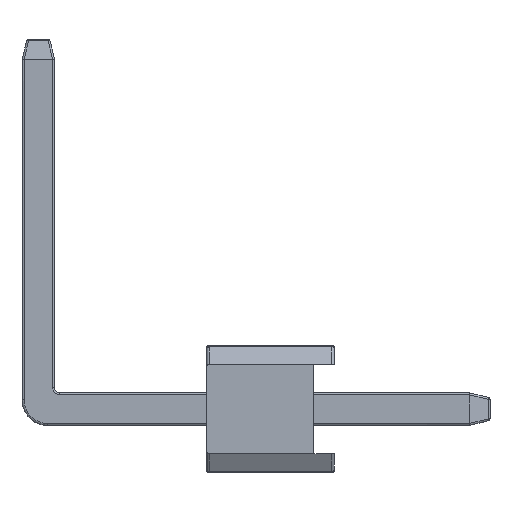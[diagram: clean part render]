
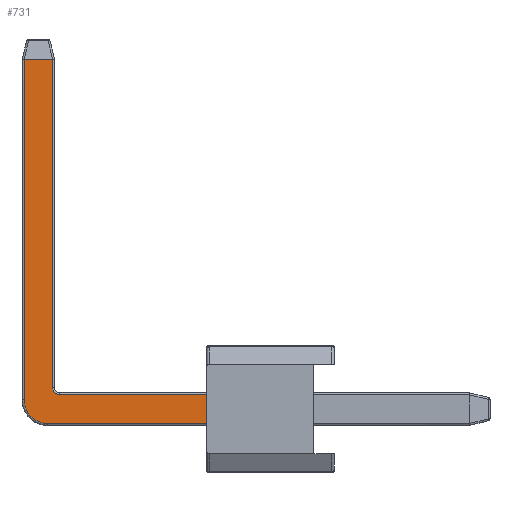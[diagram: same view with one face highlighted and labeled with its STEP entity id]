
A CAD part, left-side view. The second image highlights one B-rep face of the part: STEP entity #731.
In plain terms, the highlighted planar face has unit normal (-1, 0, 0).
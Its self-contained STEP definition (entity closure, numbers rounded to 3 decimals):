
#217 = FACE_OUTER_BOUND ( 'NONE', #1197, .T. ) ;
#268 = CARTESIAN_POINT ( 'NONE',  ( -5.4, 0.031, 0.32 ) ) ;
#269 = DIRECTION ( 'NONE',  ( 0., 0., -1. ) ) ;
#404 = CARTESIAN_POINT ( 'NONE',  ( -5.4, 4.37, 0.18 ) ) ;
#731 = ADVANCED_FACE ( 'NONE', ( #217 ), #2487, .F. ) ;
#790 = VECTOR ( 'NONE', #5123, 1000. ) ;
#871 = DIRECTION ( 'NONE',  ( 1., 0., 0. ) ) ;
#912 = CARTESIAN_POINT ( 'NONE',  ( -5.4, 4.37, 0.18 ) ) ;
#917 = CARTESIAN_POINT ( 'NONE',  ( -5.4, 0.031, -0.28 ) ) ;
#961 = CARTESIAN_POINT ( 'NONE',  ( -5.4, 4.37, 0.28 ) ) ;
#1197 = EDGE_LOOP ( 'NONE', ( #7517, #5435, #9296, #6649, #8437, #4600, #6041, #9728 ) ) ;
#1206 = DIRECTION ( 'NONE',  ( 0., 0., -1. ) ) ;
#1281 = CIRCLE ( 'NONE', #6663, 0.46 ) ;
#1549 = VERTEX_POINT ( 'NONE', #9393 ) ;
#1585 = CARTESIAN_POINT ( 'NONE',  ( -5.4, 4.27, 0.18 ) ) ;
#1877 = VECTOR ( 'NONE', #5002, 1000. ) ;
#1953 = CARTESIAN_POINT ( 'NONE',  ( -5.4, 4.27, 0.42 ) ) ;
#2370 = CARTESIAN_POINT ( 'NONE',  ( -5.4, 4.37, -0.28 ) ) ;
#2472 = VECTOR ( 'NONE', #269, 1000. ) ;
#2487 = PLANE ( 'NONE',  #9755 ) ;
#2855 = LINE ( 'NONE', #961, #6781 ) ;
#3037 = VERTEX_POINT ( 'NONE', #4217 ) ;
#3069 = VERTEX_POINT ( 'NONE', #1953 ) ;
#3088 = CARTESIAN_POINT ( 'NONE',  ( -5.4, 4.13, 0.42 ) ) ;
#3276 = DIRECTION ( 'NONE',  ( 0., 1., 0. ) ) ;
#3405 = LINE ( 'NONE', #1585, #7614 ) ;
#3446 = VERTEX_POINT ( 'NONE', #8037 ) ;
#3725 = LINE ( 'NONE', #4825, #5597 ) ;
#3865 = DIRECTION ( 'NONE',  ( 0., 0., -1. ) ) ;
#3893 = EDGE_CURVE ( 'NONE', #1549, #3069, #4391, .T. ) ;
#4217 = CARTESIAN_POINT ( 'NONE',  ( -5.4, 0.031, 0.28 ) ) ;
#4391 = CIRCLE ( 'NONE', #9032, 0.14 ) ;
#4559 = EDGE_CURVE ( 'NONE', #3069, #3446, #3405, .T. ) ;
#4600 = ORIENTED_EDGE ( 'NONE', *, *, #7510, .T. ) ;
#4814 = DIRECTION ( 'NONE',  ( 0., 0., -1. ) ) ;
#4825 = CARTESIAN_POINT ( 'NONE',  ( -5.4, 4.37, 6.85 ) ) ;
#4872 = DIRECTION ( 'NONE',  ( 0., 1., 0. ) ) ;
#4964 = LINE ( 'NONE', #9934, #790 ) ;
#5002 = DIRECTION ( 'NONE',  ( 0., 0., -1. ) ) ;
#5123 = DIRECTION ( 'NONE',  ( 0., -1., 0. ) ) ;
#5435 = ORIENTED_EDGE ( 'NONE', *, *, #6831, .T. ) ;
#5597 = VECTOR ( 'NONE', #3276, 1000. ) ;
#5773 = EDGE_CURVE ( 'NONE', #3446, #6080, #3725, .T. ) ;
#5890 = DIRECTION ( 'NONE',  ( -1., 0., 0. ) ) ;
#6041 = ORIENTED_EDGE ( 'NONE', *, *, #9256, .T. ) ;
#6080 = VERTEX_POINT ( 'NONE', #9423 ) ;
#6385 = CARTESIAN_POINT ( 'NONE',  ( -5.4, 4.83, 0.18 ) ) ;
#6649 = ORIENTED_EDGE ( 'NONE', *, *, #4559, .T. ) ;
#6663 = AXIS2_PLACEMENT_3D ( 'NONE', #404, #5890, #1206 ) ;
#6781 = VECTOR ( 'NONE', #4872, 1000. ) ;
#6831 = EDGE_CURVE ( 'NONE', #3037, #1549, #2855, .T. ) ;
#6919 = EDGE_CURVE ( 'NONE', #3037, #7980, #7932, .T. ) ;
#7510 = EDGE_CURVE ( 'NONE', #6080, #10287, #8803, .T. ) ;
#7517 = ORIENTED_EDGE ( 'NONE', *, *, #6919, .F. ) ;
#7614 = VECTOR ( 'NONE', #9534, 1000. ) ;
#7932 = LINE ( 'NONE', #268, #1877 ) ;
#7980 = VERTEX_POINT ( 'NONE', #917 ) ;
#8037 = CARTESIAN_POINT ( 'NONE',  ( -5.4, 4.27, 6.85 ) ) ;
#8154 = CARTESIAN_POINT ( 'NONE',  ( -5.4, 4.83, 0.18 ) ) ;
#8437 = ORIENTED_EDGE ( 'NONE', *, *, #5773, .T. ) ;
#8517 = VERTEX_POINT ( 'NONE', #2370 ) ;
#8640 = DIRECTION ( 'NONE',  ( 1., 0., 0. ) ) ;
#8803 = LINE ( 'NONE', #8154, #2472 ) ;
#9032 = AXIS2_PLACEMENT_3D ( 'NONE', #3088, #8640, #3865 ) ;
#9256 = EDGE_CURVE ( 'NONE', #10287, #8517, #1281, .T. ) ;
#9286 = EDGE_CURVE ( 'NONE', #8517, #7980, #4964, .T. ) ;
#9296 = ORIENTED_EDGE ( 'NONE', *, *, #3893, .T. ) ;
#9393 = CARTESIAN_POINT ( 'NONE',  ( -5.4, 4.13, 0.28 ) ) ;
#9423 = CARTESIAN_POINT ( 'NONE',  ( -5.4, 4.83, 6.85 ) ) ;
#9534 = DIRECTION ( 'NONE',  ( 0., 0., 1. ) ) ;
#9728 = ORIENTED_EDGE ( 'NONE', *, *, #9286, .T. ) ;
#9755 = AXIS2_PLACEMENT_3D ( 'NONE', #912, #871, #4814 ) ;
#9934 = CARTESIAN_POINT ( 'NONE',  ( -5.4, 4.37, -0.28 ) ) ;
#10287 = VERTEX_POINT ( 'NONE', #6385 ) ;
